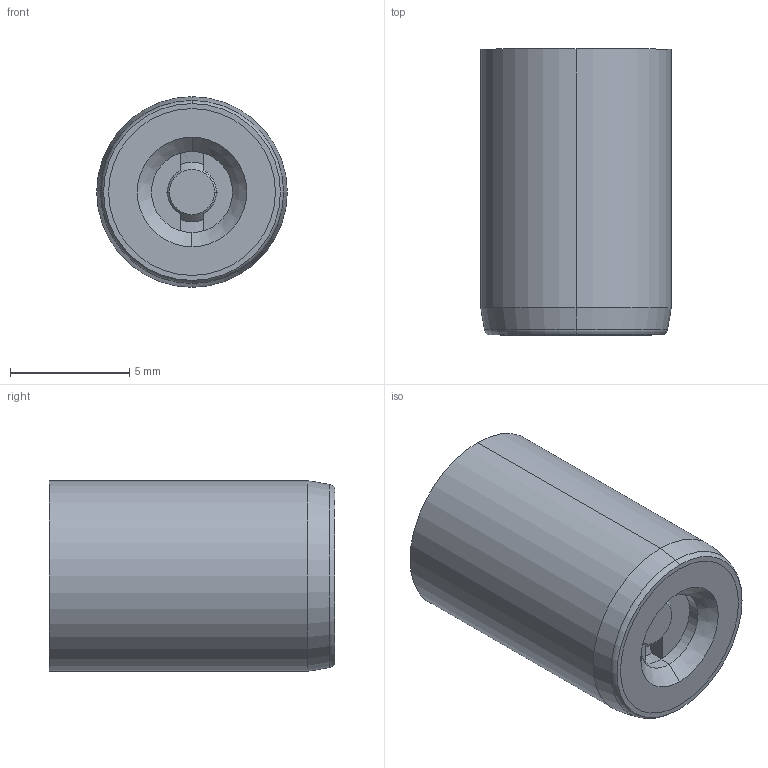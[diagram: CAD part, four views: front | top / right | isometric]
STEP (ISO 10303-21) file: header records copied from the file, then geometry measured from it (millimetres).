
FILE_DESCRIPTION (( 'STEP AP214' ), '1' );
FILE_NAME ('VA086512.STEP', '2013-06-27T11:20:31', ( '' ), ( '' ), 'SwSTEP 2.0', 'SolidWorks 2011', '' );
FILE_SCHEMA (( 'AUTOMOTIVE_DESIGN' ));
Length unit declared in the file: millimetre
Products named in the file (6): VA 086512-1; VA 086512-5; VA 086512-4; VA 086512-3 - comprimido; VA086512; VA 086512-2
Assembly tree (5 placements, depth 2):
  VA086512
    VA 086512-3 - comprimido
    VA 086512-1
    VA 086512-5
    VA 086512-2
    VA 086512-4
Bounding box: 8 x 12 x 8 mm (x, y, z)
Volume: 483.9 mm3; surface area: 1064.7 mm2
Topology: 5 solids, 5 shells, 84 faces, 205 edges, 132 vertices
Faces by surface type: cylinder 28, plane 27, cone 16, torus 11, bspline 2
Entity records: 5236 total; most frequent: CARTESIAN_POINT 2925, DIRECTION 458, ORIENTED_EDGE 410, EDGE_CURVE 205, AXIS2_PLACEMENT_3D 193, VERTEX_POINT 132, CIRCLE 103, EDGE_LOOP 95
